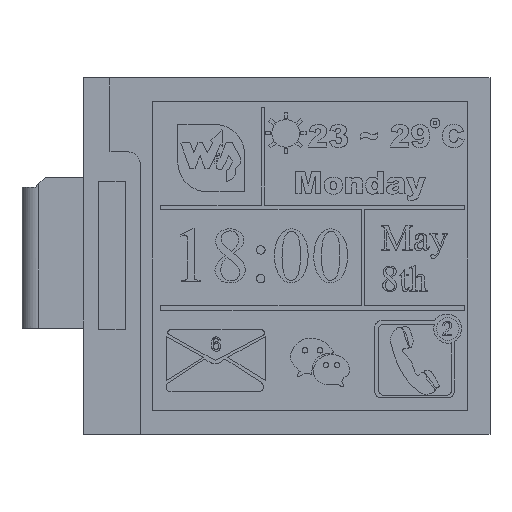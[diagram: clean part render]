
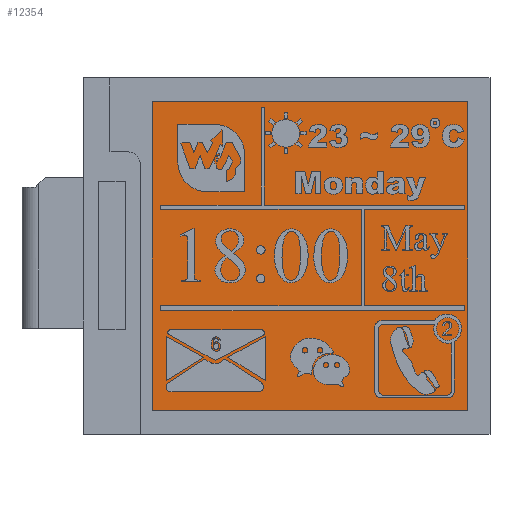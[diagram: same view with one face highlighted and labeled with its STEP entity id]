
A CAD part, top view. The second image highlights one B-rep face of the part: STEP entity #12354.
In plain terms, the highlighted planar face has unit normal (0, 0, 1).
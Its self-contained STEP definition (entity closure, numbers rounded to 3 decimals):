
#999=LINE('',#23543,#2261);
#1001=LINE('',#23547,#2263);
#1003=LINE('',#23551,#2265);
#1005=LINE('',#23555,#2267);
#2261=VECTOR('',#17958,1000.);
#2263=VECTOR('',#17962,1000.);
#2265=VECTOR('',#17966,1000.);
#2267=VECTOR('',#17970,1000.);
#3006=PLANE('',#15989);
#5224=ORIENTED_EDGE('',*,*,#7744,.F.);
#5225=ORIENTED_EDGE('',*,*,#7750,.F.);
#5226=ORIENTED_EDGE('',*,*,#7748,.F.);
#5227=ORIENTED_EDGE('',*,*,#7746,.F.);
#7744=EDGE_CURVE('',#9171,#9172,#999,.T.);
#7746=EDGE_CURVE('',#9172,#9173,#1001,.T.);
#7748=EDGE_CURVE('',#9173,#9174,#1003,.T.);
#7750=EDGE_CURVE('',#9174,#9171,#1005,.T.);
#9171=VERTEX_POINT('',#23542);
#9172=VERTEX_POINT('',#23544);
#9173=VERTEX_POINT('',#23548);
#9174=VERTEX_POINT('',#23552);
#10566=EDGE_LOOP('',(#5224,#5225,#5226,#5227));
#11433=FACE_BOUND('',#10566,.T.);
#12354=ADVANCED_FACE('',(#11433),#3006,.F.);
#15989=AXIS2_PLACEMENT_3D('',#23556,#17971,#17972);
#17958=DIRECTION('',(0.,1.,0.));
#17962=DIRECTION('',(1.,0.,0.));
#17966=DIRECTION('',(0.,-1.,0.));
#17970=DIRECTION('',(-1.,0.,0.));
#17971=DIRECTION('',(0.,0.,-1.));
#17972=DIRECTION('',(-1.,0.,0.));
#23542=CARTESIAN_POINT('',(-12.014,-13.805,1.013));
#23543=CARTESIAN_POINT('',(-12.014,-13.805,1.013));
#23544=CARTESIAN_POINT('',(-12.014,13.805,1.013));
#23547=CARTESIAN_POINT('',(-12.014,13.805,1.013));
#23548=CARTESIAN_POINT('',(16.154,13.805,1.013));
#23551=CARTESIAN_POINT('',(16.154,13.805,1.013));
#23552=CARTESIAN_POINT('',(16.154,-13.805,1.013));
#23555=CARTESIAN_POINT('',(16.154,-13.805,1.013));
#23556=CARTESIAN_POINT('',(0.,0.,1.013));
